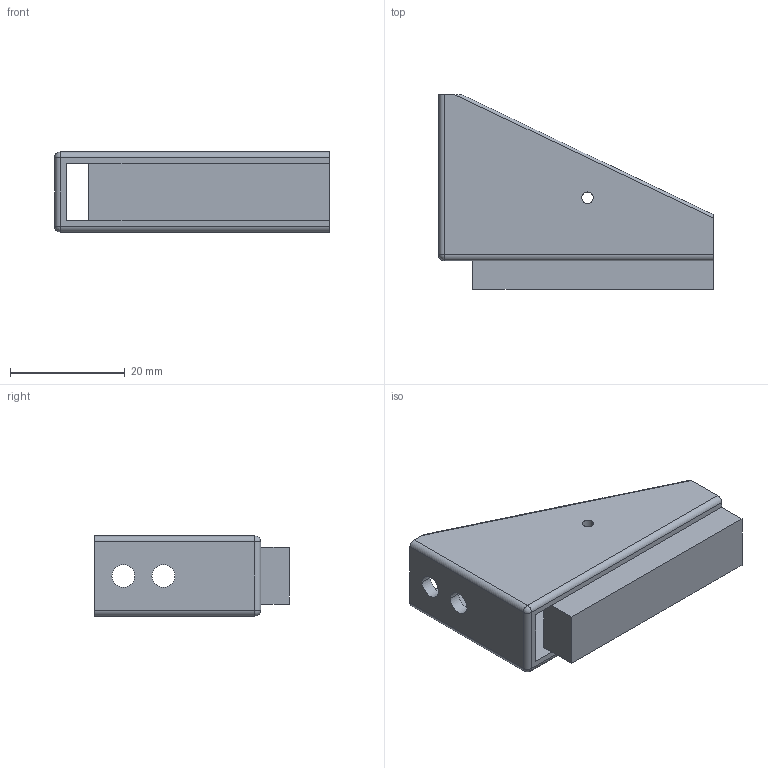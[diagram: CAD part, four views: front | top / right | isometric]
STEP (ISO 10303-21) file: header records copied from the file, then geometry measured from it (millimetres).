
FILE_DESCRIPTION (( 'STEP AP203' ), '1' );
FILE_NAME ('mors_Défaut_sldprt.STEP', '2017-12-12T20:33:46', ( '' ), ( '' ), 'SwSTEP 2.0', 'SolidWorks 2016', '' );
FILE_SCHEMA (( 'CONFIG_CONTROL_DESIGN' ));
Length unit declared in the file: millimetre
Products named in the file (1): mors_Défaut_sldprt
Bounding box: 48 x 34 x 14 mm (x, y, z)
Volume: 7111.3 mm3; surface area: 5903 mm2
Topology: 1 solids, 1 shells, 35 faces, 100 edges, 63 vertices
Faces by surface type: cylinder 17, plane 16, sphere 2
Entity records: 1219 total; most frequent: CARTESIAN_POINT 221, ORIENTED_EDGE 196, DIRECTION 188, EDGE_CURVE 98, LINE 64, VECTOR 64, VERTEX_POINT 63, AXIS2_PLACEMENT_3D 62
